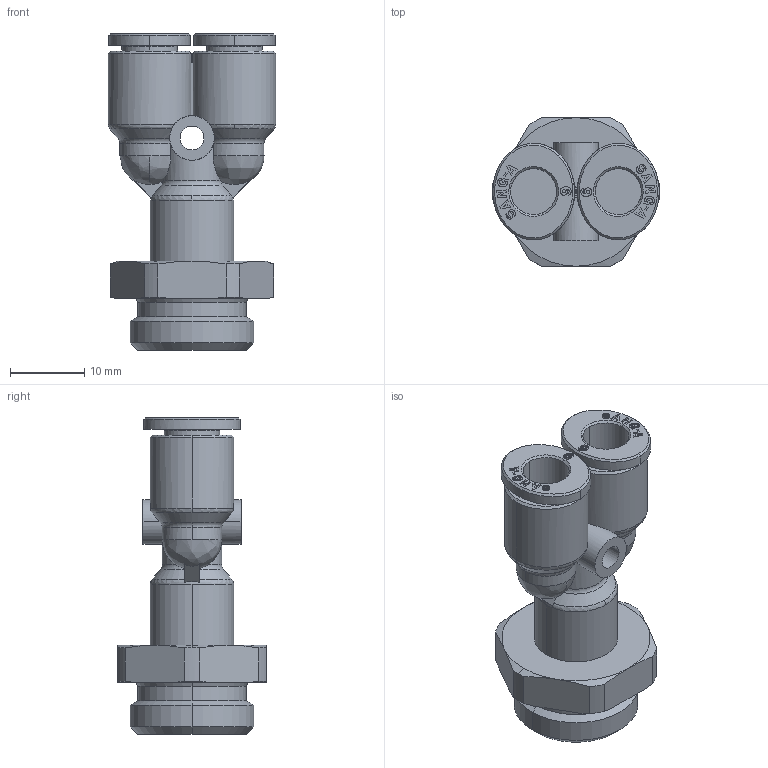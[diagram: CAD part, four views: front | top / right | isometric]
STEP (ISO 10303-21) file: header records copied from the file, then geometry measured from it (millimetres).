
FILE_DESCRIPTION (( 'STEP AP214' ), '1' );
FILE_NAME ('PWT06-G03.stp', '2015-09-24T10:27:08', ( '' ), ( '' ), 'SwSTEP 2.0', 'SolidWorks 2015', '' );
FILE_SCHEMA (( 'AUTOMOTIVE_DESIGN' ));
Length unit declared in the file: millimetre
Products named in the file (2): PWT06-G03; ｦ+ﾃｦ1
Assembly tree (1 placements, depth 2):
  PWT06-G03
    ｦ+ﾃｦ1
Bounding box: 22.6 x 20 x 42.65 mm (x, y, z)
Volume: 5541.9 mm3; surface area: 4645.8 mm2
Topology: 1 solids, 1 shells, 535 faces, 1483 edges, 978 vertices
Faces by surface type: plane 357, bspline 80, cylinder 56, cone 37, torus 5
Entity records: 20837 total; most frequent: CARTESIAN_POINT 6679, ORIENTED_EDGE 2962, DIRECTION 2331, EDGE_CURVE 1481, VECTOR 1059, LINE 1059, VERTEX_POINT 978, AXIS2_PLACEMENT_3D 636
